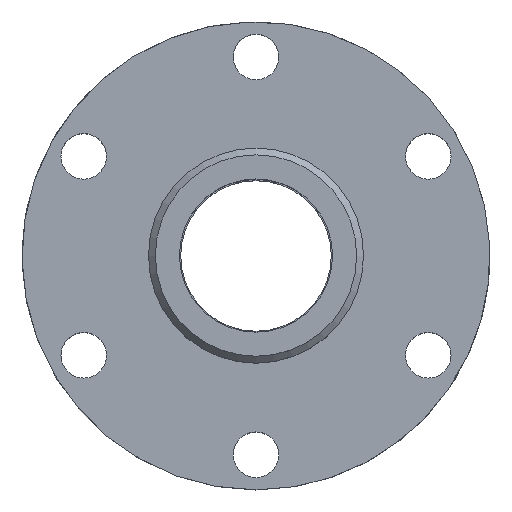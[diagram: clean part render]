
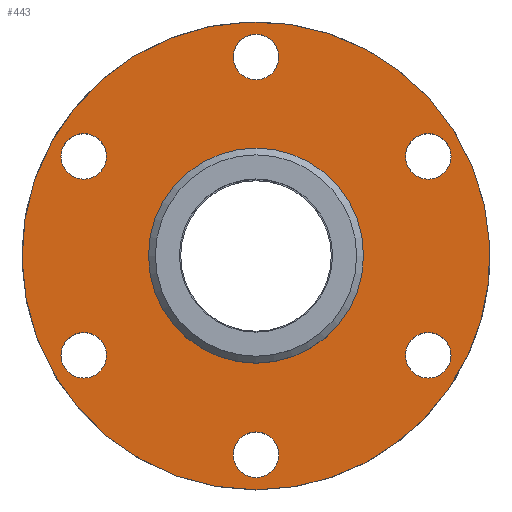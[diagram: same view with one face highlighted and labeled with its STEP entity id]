
A CAD part, top view. The second image highlights one B-rep face of the part: STEP entity #443.
In plain terms, the highlighted planar face has unit normal (0, 0, 1).
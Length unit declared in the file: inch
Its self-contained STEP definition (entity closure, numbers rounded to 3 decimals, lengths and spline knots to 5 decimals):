
#36=PLANE('',#525);
#69=FACE_BOUND('',#161,.T.);
#70=FACE_BOUND('',#162,.T.);
#71=FACE_BOUND('',#163,.T.);
#72=FACE_BOUND('',#164,.T.);
#73=FACE_BOUND('',#165,.T.);
#74=FACE_BOUND('',#166,.T.);
#75=FACE_BOUND('',#167,.T.);
#103=FACE_OUTER_BOUND('',#160,.T.);
#160=EDGE_LOOP('',(#361));
#161=EDGE_LOOP('',(#362));
#162=EDGE_LOOP('',(#363));
#163=EDGE_LOOP('',(#364));
#164=EDGE_LOOP('',(#365));
#165=EDGE_LOOP('',(#366));
#166=EDGE_LOOP('',(#367));
#167=EDGE_LOOP('',(#368));
#179=CIRCLE('',#487,0.505);
#190=CIRCLE('',#507,0.1325);
#192=CIRCLE('',#510,0.1325);
#193=CIRCLE('',#512,0.1325);
#194=CIRCLE('',#514,0.1325);
#195=CIRCLE('',#516,0.1325);
#197=CIRCLE('',#519,0.1325);
#200=CIRCLE('',#523,1.36);
#212=VERTEX_POINT('',#688);
#230=VERTEX_POINT('',#790);
#232=VERTEX_POINT('',#795);
#233=VERTEX_POINT('',#798);
#234=VERTEX_POINT('',#801);
#235=VERTEX_POINT('',#804);
#237=VERTEX_POINT('',#809);
#239=VERTEX_POINT('',#815);
#251=EDGE_CURVE('',#212,#212,#179,.T.);
#272=EDGE_CURVE('',#230,#230,#190,.T.);
#274=EDGE_CURVE('',#232,#232,#192,.T.);
#275=EDGE_CURVE('',#233,#233,#193,.T.);
#276=EDGE_CURVE('',#234,#234,#194,.T.);
#277=EDGE_CURVE('',#235,#235,#195,.T.);
#279=EDGE_CURVE('',#237,#237,#197,.T.);
#282=EDGE_CURVE('',#239,#239,#200,.T.);
#361=ORIENTED_EDGE('',*,*,#282,.T.);
#362=ORIENTED_EDGE('',*,*,#251,.T.);
#363=ORIENTED_EDGE('',*,*,#272,.T.);
#364=ORIENTED_EDGE('',*,*,#274,.T.);
#365=ORIENTED_EDGE('',*,*,#275,.T.);
#366=ORIENTED_EDGE('',*,*,#276,.T.);
#367=ORIENTED_EDGE('',*,*,#277,.T.);
#368=ORIENTED_EDGE('',*,*,#279,.T.);
#443=ADVANCED_FACE('',(#103,#69,#70,#71,#72,#73,#74,#75),#36,.T.);
#487=AXIS2_PLACEMENT_3D('',#689,#572,#573);
#507=AXIS2_PLACEMENT_3D('',#791,#616,#617);
#510=AXIS2_PLACEMENT_3D('',#796,#622,#623);
#512=AXIS2_PLACEMENT_3D('',#799,#626,#627);
#514=AXIS2_PLACEMENT_3D('',#802,#630,#631);
#516=AXIS2_PLACEMENT_3D('',#805,#634,#635);
#519=AXIS2_PLACEMENT_3D('',#810,#640,#641);
#523=AXIS2_PLACEMENT_3D('',#816,#648,#649);
#525=AXIS2_PLACEMENT_3D('',#818,#652,#653);
#572=DIRECTION('center_axis',(0.,0.,-1.));
#573=DIRECTION('ref_axis',(0.,1.,0.));
#616=DIRECTION('center_axis',(0.,0.,-1.));
#617=DIRECTION('ref_axis',(0.866,-0.5,0.));
#622=DIRECTION('center_axis',(0.,0.,-1.));
#623=DIRECTION('ref_axis',(0.866,0.5,0.));
#626=DIRECTION('center_axis',(0.,0.,-1.));
#627=DIRECTION('ref_axis',(0.,1.,0.));
#630=DIRECTION('center_axis',(0.,0.,-1.));
#631=DIRECTION('ref_axis',(-0.866,0.5,0.));
#634=DIRECTION('center_axis',(0.,0.,-1.));
#635=DIRECTION('ref_axis',(-0.866,-0.5,0.));
#640=DIRECTION('center_axis',(0.,0.,-1.));
#641=DIRECTION('ref_axis',(0.,-1.,0.));
#648=DIRECTION('center_axis',(0.,0.,1.));
#649=DIRECTION('ref_axis',(0.,1.,0.));
#652=DIRECTION('center_axis',(0.,0.,1.));
#653=DIRECTION('ref_axis',(0.,1.,0.));
#688=CARTESIAN_POINT('',(-1.32489,-0.1238,0.50898));
#689=CARTESIAN_POINT('Origin',(-1.32489,-0.6288,0.50898));
#790=CARTESIAN_POINT('',(-0.43852,-1.14055,0.50898));
#791=CARTESIAN_POINT('Origin',(-0.32377,-1.2068,0.50898));
#795=CARTESIAN_POINT('',(-0.43852,-0.11705,0.50898));
#796=CARTESIAN_POINT('Origin',(-0.32377,-0.0508,0.50898));
#798=CARTESIAN_POINT('',(-1.32489,0.3947,0.50898));
#799=CARTESIAN_POINT('Origin',(-1.32489,0.5272,0.50898));
#801=CARTESIAN_POINT('',(-2.21127,-0.11705,0.50898));
#802=CARTESIAN_POINT('Origin',(-2.32602,-0.0508,0.50898));
#804=CARTESIAN_POINT('',(-2.21127,-1.14055,0.50898));
#805=CARTESIAN_POINT('Origin',(-2.32602,-1.2068,0.50898));
#809=CARTESIAN_POINT('',(-1.32489,-1.6523,0.50898));
#810=CARTESIAN_POINT('Origin',(-1.32489,-1.7848,0.50898));
#815=CARTESIAN_POINT('',(-1.32489,-1.9888,0.50898));
#816=CARTESIAN_POINT('Origin',(-1.32489,-0.6288,0.50898));
#818=CARTESIAN_POINT('Origin',(-1.32489,-0.6288,0.50898));
